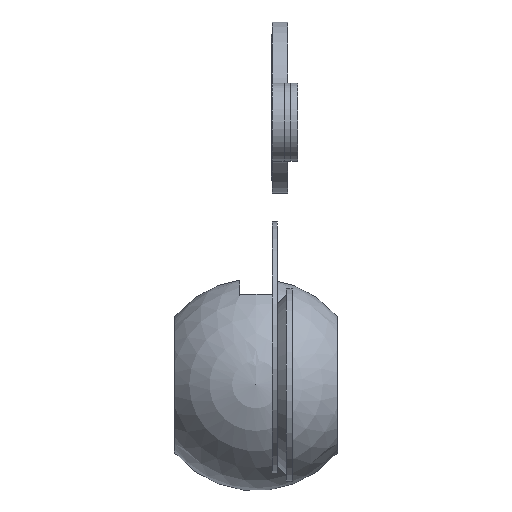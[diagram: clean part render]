
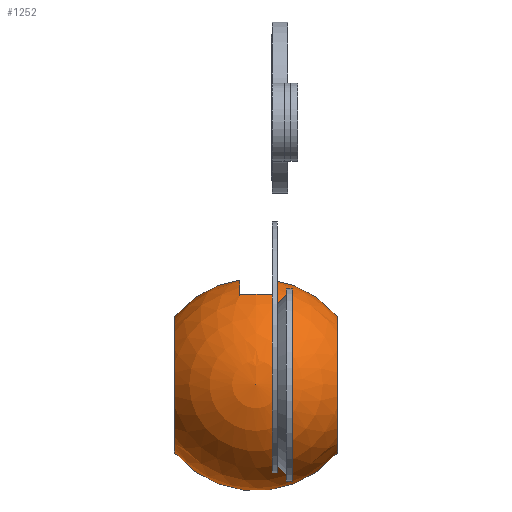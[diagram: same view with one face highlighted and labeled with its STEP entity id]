
A CAD part, top view. The second image highlights one B-rep face of the part: STEP entity #1252.
In plain terms, the highlighted spherical face has radius 31.496 mm.
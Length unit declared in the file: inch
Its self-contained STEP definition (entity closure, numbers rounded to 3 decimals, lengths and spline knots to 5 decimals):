
#11=B_SPLINE_CURVE_WITH_KNOTS('',3,(#2539,#2540,#2541,#2542),
 .UNSPECIFIED.,.F.,.F.,(4,4),(1.48664,1.95022),
 .UNSPECIFIED.);
#12=B_SPLINE_CURVE_WITH_KNOTS('',3,(#2546,#2547,#2548,#2549),
 .UNSPECIFIED.,.F.,.F.,(4,4),(1.02307,1.48664),
 .UNSPECIFIED.);
#13=B_SPLINE_CURVE_WITH_KNOTS('',3,(#2553,#2554,#2555,#2556),
 .UNSPECIFIED.,.F.,.F.,(4,4),(1.48664,1.95022),
 .UNSPECIFIED.);
#14=B_SPLINE_CURVE_WITH_KNOTS('',3,(#2559,#2560,#2561,#2562),
 .UNSPECIFIED.,.F.,.F.,(4,4),(1.02307,1.48664),
 .UNSPECIFIED.);
#15=SPHERICAL_SURFACE('',#1664,1.24);
#135=FACE_BOUND('',#294,.T.);
#136=FACE_BOUND('',#295,.T.);
#212=FACE_OUTER_BOUND('',#293,.T.);
#293=EDGE_LOOP('',(#1133,#1134,#1135,#1136,#1137,#1138,#1139,#1140,#1141,
#1142,#1143,#1144,#1145));
#294=EDGE_LOOP('',(#1146,#1147));
#295=EDGE_LOOP('',(#1148,#1149));
#485=CIRCLE('',#1658,0.7476);
#486=CIRCLE('',#1659,0.7476);
#490=CIRCLE('',#1663,0.7476);
#491=CIRCLE('',#1665,1.24);
#492=CIRCLE('',#1666,1.22551);
#493=CIRCLE('',#1667,1.24);
#494=CIRCLE('',#1668,1.22551);
#495=CIRCLE('',#1669,0.79934);
#496=CIRCLE('',#1670,0.79934);
#497=CIRCLE('',#1671,0.79934);
#498=CIRCLE('',#1672,0.79934);
#623=VERTEX_POINT('',#2524);
#624=VERTEX_POINT('',#2525);
#625=VERTEX_POINT('',#2527);
#628=VERTEX_POINT('',#2536);
#629=VERTEX_POINT('',#2538);
#630=VERTEX_POINT('',#2543);
#631=VERTEX_POINT('',#2545);
#632=VERTEX_POINT('',#2550);
#633=VERTEX_POINT('',#2552);
#634=VERTEX_POINT('',#2557);
#635=VERTEX_POINT('',#2563);
#636=VERTEX_POINT('',#2564);
#637=VERTEX_POINT('',#2567);
#638=VERTEX_POINT('',#2568);
#795=EDGE_CURVE('',#623,#624,#485,.T.);
#796=EDGE_CURVE('',#624,#625,#486,.T.);
#800=EDGE_CURVE('',#625,#623,#490,.T.);
#801=EDGE_CURVE('',#624,#628,#491,.T.);
#802=EDGE_CURVE('',#628,#629,#11,.T.);
#803=EDGE_CURVE('',#629,#630,#492,.T.);
#804=EDGE_CURVE('',#630,#631,#12,.T.);
#805=EDGE_CURVE('',#631,#632,#493,.T.);
#806=EDGE_CURVE('',#631,#633,#13,.T.);
#807=EDGE_CURVE('',#633,#634,#494,.T.);
#808=EDGE_CURVE('',#634,#628,#14,.T.);
#809=EDGE_CURVE('',#635,#636,#495,.T.);
#810=EDGE_CURVE('',#636,#635,#496,.T.);
#811=EDGE_CURVE('',#637,#638,#497,.T.);
#812=EDGE_CURVE('',#638,#637,#498,.T.);
#1133=ORIENTED_EDGE('',*,*,#795,.F.);
#1134=ORIENTED_EDGE('',*,*,#800,.F.);
#1135=ORIENTED_EDGE('',*,*,#796,.F.);
#1136=ORIENTED_EDGE('',*,*,#801,.T.);
#1137=ORIENTED_EDGE('',*,*,#802,.T.);
#1138=ORIENTED_EDGE('',*,*,#803,.T.);
#1139=ORIENTED_EDGE('',*,*,#804,.T.);
#1140=ORIENTED_EDGE('',*,*,#805,.T.);
#1141=ORIENTED_EDGE('',*,*,#805,.F.);
#1142=ORIENTED_EDGE('',*,*,#806,.T.);
#1143=ORIENTED_EDGE('',*,*,#807,.T.);
#1144=ORIENTED_EDGE('',*,*,#808,.T.);
#1145=ORIENTED_EDGE('',*,*,#801,.F.);
#1146=ORIENTED_EDGE('',*,*,#809,.F.);
#1147=ORIENTED_EDGE('',*,*,#810,.F.);
#1148=ORIENTED_EDGE('',*,*,#811,.F.);
#1149=ORIENTED_EDGE('',*,*,#812,.F.);
#1252=ADVANCED_FACE('',(#212,#135,#136),#15,.T.);
#1658=AXIS2_PLACEMENT_3D('',#2526,#2116,#2117);
#1659=AXIS2_PLACEMENT_3D('',#2528,#2118,#2119);
#1663=AXIS2_PLACEMENT_3D('',#2534,#2126,#2127);
#1664=AXIS2_PLACEMENT_3D('',#2535,#2128,#2129);
#1665=AXIS2_PLACEMENT_3D('',#2537,#2130,#2131);
#1666=AXIS2_PLACEMENT_3D('',#2544,#2132,#2133);
#1667=AXIS2_PLACEMENT_3D('',#2551,#2134,#2135);
#1668=AXIS2_PLACEMENT_3D('',#2558,#2136,#2137);
#1669=AXIS2_PLACEMENT_3D('',#2565,#2138,#2139);
#1670=AXIS2_PLACEMENT_3D('',#2566,#2140,#2141);
#1671=AXIS2_PLACEMENT_3D('',#2569,#2142,#2143);
#1672=AXIS2_PLACEMENT_3D('',#2570,#2144,#2145);
#2116=DIRECTION('center_axis',(0.,0.,1.));
#2117=DIRECTION('ref_axis',(0.,-1.,0.));
#2118=DIRECTION('center_axis',(0.,0.,1.));
#2119=DIRECTION('ref_axis',(0.,-1.,0.));
#2126=DIRECTION('center_axis',(0.,0.,1.));
#2127=DIRECTION('ref_axis',(0.,-1.,0.));
#2128=DIRECTION('center_axis',(0.,0.,1.));
#2129=DIRECTION('ref_axis',(1.,0.,0.));
#2130=DIRECTION('center_axis',(0.,-1.,0.));
#2131=DIRECTION('ref_axis',(-1.,0.,0.));
#2132=DIRECTION('center_axis',(0.,-1.,0.));
#2133=DIRECTION('ref_axis',(0.,0.,1.));
#2134=DIRECTION('center_axis',(0.,-1.,0.));
#2135=DIRECTION('ref_axis',(-1.,0.,0.));
#2136=DIRECTION('center_axis',(0.,1.,0.));
#2137=DIRECTION('ref_axis',(0.,0.,-1.));
#2138=DIRECTION('center_axis',(0.,-1.,0.));
#2139=DIRECTION('ref_axis',(-1.,0.,0.));
#2140=DIRECTION('center_axis',(0.,-1.,0.));
#2141=DIRECTION('ref_axis',(-1.,0.,0.));
#2142=DIRECTION('center_axis',(0.,1.,0.));
#2143=DIRECTION('ref_axis',(-1.,0.,0.));
#2144=DIRECTION('center_axis',(0.,1.,0.));
#2145=DIRECTION('ref_axis',(-1.,0.,0.));
#2524=CARTESIAN_POINT('',(0.,0.7476,0.98929));
#2525=CARTESIAN_POINT('',(-0.7476,0.,0.98929));
#2526=CARTESIAN_POINT('Origin',(0.,0.,0.98929));
#2527=CARTESIAN_POINT('',(0.7476,0.,0.98929));
#2528=CARTESIAN_POINT('Origin',(0.,0.,0.98929));
#2534=CARTESIAN_POINT('Origin',(0.,0.,0.98929));
#2535=CARTESIAN_POINT('Origin',(0.,0.,0.));
#2536=CARTESIAN_POINT('',(-1.05655,0.,0.64907));
#2537=CARTESIAN_POINT('Origin',(0.,0.,0.));
#2538=CARTESIAN_POINT('',(-1.04781,-0.189,0.63559));
#2539=CARTESIAN_POINT('Ctrl Pts',(-1.05655,0.,
0.64907));
#2540=CARTESIAN_POINT('Ctrl Pts',(-1.05655,-0.06084,
0.64907));
#2541=CARTESIAN_POINT('Ctrl Pts',(-1.05374,-0.12491,
0.64487));
#2542=CARTESIAN_POINT('Ctrl Pts',(-1.04781,-0.189,0.63559));
#2543=CARTESIAN_POINT('',(-1.04781,-0.189,-0.63559));
#2544=CARTESIAN_POINT('Origin',(0.,-0.189,0.));
#2545=CARTESIAN_POINT('',(-1.05655,0.,-0.64907));
#2546=CARTESIAN_POINT('Ctrl Pts',(-1.04781,-0.189,-0.63559));
#2547=CARTESIAN_POINT('Ctrl Pts',(-1.05374,-0.12491,
-0.64487));
#2548=CARTESIAN_POINT('Ctrl Pts',(-1.05655,-0.06084,
-0.64907));
#2549=CARTESIAN_POINT('Ctrl Pts',(-1.05655,0.,
-0.64907));
#2550=CARTESIAN_POINT('',(0.,0.,-1.24));
#2551=CARTESIAN_POINT('Origin',(0.,0.,0.));
#2552=CARTESIAN_POINT('',(-1.04781,0.189,-0.63559));
#2553=CARTESIAN_POINT('Ctrl Pts',(-1.05655,0.,
-0.64907));
#2554=CARTESIAN_POINT('Ctrl Pts',(-1.05655,0.06084,
-0.64907));
#2555=CARTESIAN_POINT('Ctrl Pts',(-1.05374,0.12491,-0.64487));
#2556=CARTESIAN_POINT('Ctrl Pts',(-1.04781,0.189,-0.63559));
#2557=CARTESIAN_POINT('',(-1.04781,0.189,0.63559));
#2558=CARTESIAN_POINT('Origin',(0.,0.189,0.));
#2559=CARTESIAN_POINT('Ctrl Pts',(-1.04781,0.189,0.63559));
#2560=CARTESIAN_POINT('Ctrl Pts',(-1.05374,0.12491,0.64487));
#2561=CARTESIAN_POINT('Ctrl Pts',(-1.05655,0.06084,
0.64907));
#2562=CARTESIAN_POINT('Ctrl Pts',(-1.05655,0.,
0.64907));
#2563=CARTESIAN_POINT('',(0.79934,-0.94798,0.));
#2564=CARTESIAN_POINT('',(0.,-0.94798,-0.79934));
#2565=CARTESIAN_POINT('Origin',(0.,-0.94798,0.));
#2566=CARTESIAN_POINT('Origin',(0.,-0.94798,0.));
#2567=CARTESIAN_POINT('',(0.79934,0.94798,0.));
#2568=CARTESIAN_POINT('',(0.,0.94798,0.79934));
#2569=CARTESIAN_POINT('Origin',(0.,0.94798,0.));
#2570=CARTESIAN_POINT('Origin',(0.,0.94798,0.));
